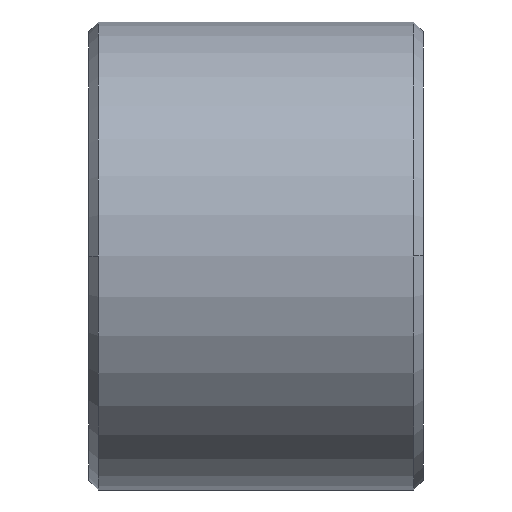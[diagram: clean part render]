
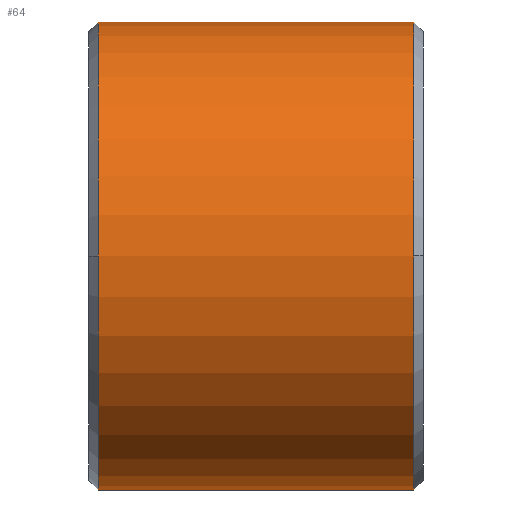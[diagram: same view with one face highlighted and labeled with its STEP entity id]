
A CAD part, front view. The second image highlights one B-rep face of the part: STEP entity #64.
In plain terms, the highlighted cylindrical face has radius 17.5 mm (diameter 35 mm), a partial arc.
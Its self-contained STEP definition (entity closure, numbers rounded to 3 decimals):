
#64=ADVANCED_FACE('',(#124),#125,.T.);
#124=FACE_OUTER_BOUND('',#175,.T.);
#125=CYLINDRICAL_SURFACE('',#176,17.5);
#175=EDGE_LOOP('',(#289,#290,#291,#292,#293,#294));
#176=AXIS2_PLACEMENT_3D('',#295,#296,#297);
#289=ORIENTED_EDGE('',*,*,#315,.T.);
#290=ORIENTED_EDGE('',*,*,#307,.T.);
#291=ORIENTED_EDGE('',*,*,#330,.T.);
#292=ORIENTED_EDGE('',*,*,#318,.T.);
#293=ORIENTED_EDGE('',*,*,#336,.T.);
#294=ORIENTED_EDGE('',*,*,#342,.T.);
#295=CARTESIAN_POINT('',(12.5,0.0,0.0));
#296=DIRECTION('',(1.0,0.0,0.0));
#297=DIRECTION('',(0.0,0.0,-1.0));
#307=EDGE_CURVE('',#361,#359,#362,.T.);
#315=EDGE_CURVE('',#372,#361,#373,.T.);
#318=EDGE_CURVE('',#378,#376,#379,.T.);
#330=EDGE_CURVE('',#359,#378,#393,.T.);
#336=EDGE_CURVE('',#376,#400,#402,.T.);
#342=EDGE_CURVE('',#400,#372,#408,.T.);
#359=VERTEX_POINT('',#428);
#361=VERTEX_POINT('',#431);
#362=CIRCLE('',#432,17.5);
#372=VERTEX_POINT('',#444);
#373=LINE('',#445,#446);
#376=VERTEX_POINT('',#449);
#378=VERTEX_POINT('',#451);
#379=LINE('',#452,#453);
#393=CIRCLE('',#469,17.5);
#400=VERTEX_POINT('',#477);
#402=CIRCLE('',#480,17.5);
#408=CIRCLE('',#486,17.5);
#428=CARTESIAN_POINT('',(24.3,-17.5,0.));
#431=CARTESIAN_POINT('',(24.3,0.,-17.5));
#432=AXIS2_PLACEMENT_3D('',#501,#502,#503);
#444=CARTESIAN_POINT('',(0.7,0.,-17.5));
#445=CARTESIAN_POINT('',(12.5,0.,-17.5));
#446=VECTOR('',#515,1.0);
#449=CARTESIAN_POINT('',(0.7,0.,17.5));
#451=CARTESIAN_POINT('',(24.3,0.,17.5));
#452=CARTESIAN_POINT('',(12.5,0.,17.5));
#453=VECTOR('',#522,1.0);
#469=AXIS2_PLACEMENT_3D('',#540,#541,#542);
#477=CARTESIAN_POINT('',(0.7,-17.5,0.));
#480=AXIS2_PLACEMENT_3D('',#551,#552,#553);
#486=AXIS2_PLACEMENT_3D('',#557,#558,#559);
#501=CARTESIAN_POINT('',(24.3,0.0,0.0));
#502=DIRECTION('',(-1.0,0.0,0.));
#503=DIRECTION('',(0.,0.0,-1.0));
#515=DIRECTION('',(1.0,0.0,0.0));
#522=DIRECTION('',(-1.0,-0.0,-0.0));
#540=CARTESIAN_POINT('',(24.3,0.0,0.0));
#541=DIRECTION('',(-1.0,0.0,0.));
#542=DIRECTION('',(0.,0.0,-1.0));
#551=CARTESIAN_POINT('',(0.7,0.0,0.0));
#552=DIRECTION('',(1.0,0.0,0.));
#553=DIRECTION('',(0.,0.0,-1.0));
#557=CARTESIAN_POINT('',(0.7,0.0,0.0));
#558=DIRECTION('',(1.0,0.0,0.));
#559=DIRECTION('',(0.,0.0,-1.0));
